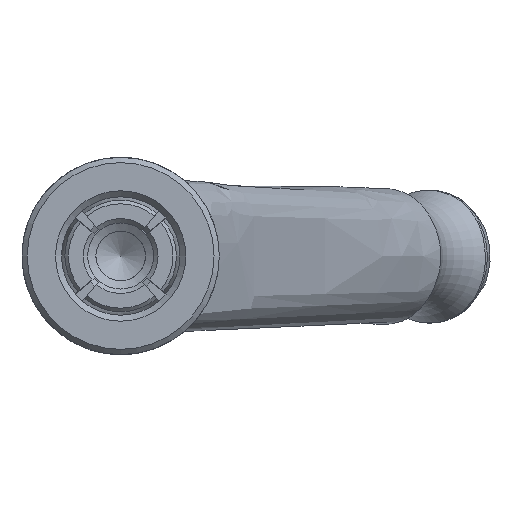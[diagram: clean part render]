
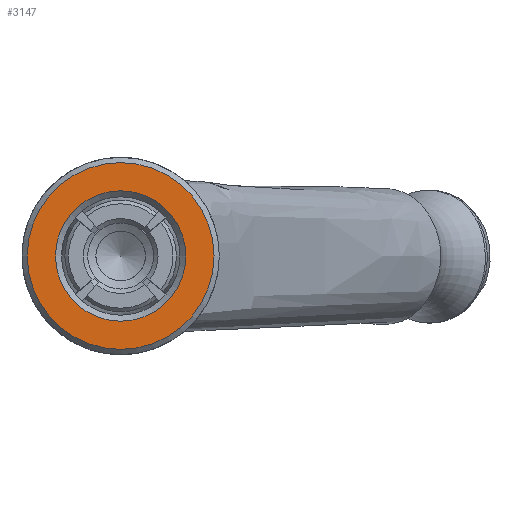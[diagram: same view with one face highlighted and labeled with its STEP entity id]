
A CAD part, left-side view. The second image highlights one B-rep face of the part: STEP entity #3147.
In plain terms, the highlighted planar face has unit normal (-1, 0, 0).
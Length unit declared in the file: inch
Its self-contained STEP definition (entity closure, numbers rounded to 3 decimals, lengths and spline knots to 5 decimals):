
#120=FACE_BOUND($,#678,.T.);
#228=PLANE($,#3507);
#456=FACE_OUTER_BOUND($,#677,.T.);
#677=EDGE_LOOP($,(#2856));
#678=EDGE_LOOP($,(#2857));
#883=CIRCLE($,#3487,0.53);
#892=CIRCLE($,#3506,0.37);
#1591=VERTEX_POINT($,#6445);
#1600=VERTEX_POINT($,#6473);
#2022=EDGE_CURVE($,#1591,#1591,#883,.T.);
#2031=EDGE_CURVE($,#1600,#1600,#892,.T.);
#2856=ORIENTED_EDGE($,*,*,#2022,.F.);
#2857=ORIENTED_EDGE($,*,*,#2031,.T.);
#3147=ADVANCED_FACE($,(#456,#120),#228,.T.);
#3487=AXIS2_PLACEMENT_3D($,#6446,#4343,#4344);
#3506=AXIS2_PLACEMENT_3D($,#6474,#4381,#4382);
#3507=AXIS2_PLACEMENT_3D($,#6475,#4383,#4384);
#4343=DIRECTION('center_axis',(1.,0.,0.));
#4344=DIRECTION('ref_axis',(0.,1.,0.));
#4381=DIRECTION('center_axis',(1.,0.,0.));
#4382=DIRECTION('ref_axis',(0.,1.,0.));
#4383=DIRECTION('center_axis',(-1.,0.,0.));
#4384=DIRECTION('ref_axis',(0.,0.,1.));
#6445=CARTESIAN_POINT('',(0.,0.53,0.));
#6446=CARTESIAN_POINT('Origin',(0.,0.,
0.));
#6473=CARTESIAN_POINT('',(0.,0.37,0.));
#6474=CARTESIAN_POINT('Origin',(0.,0.,0.));
#6475=CARTESIAN_POINT('Origin',(0.,0.45,0.));
